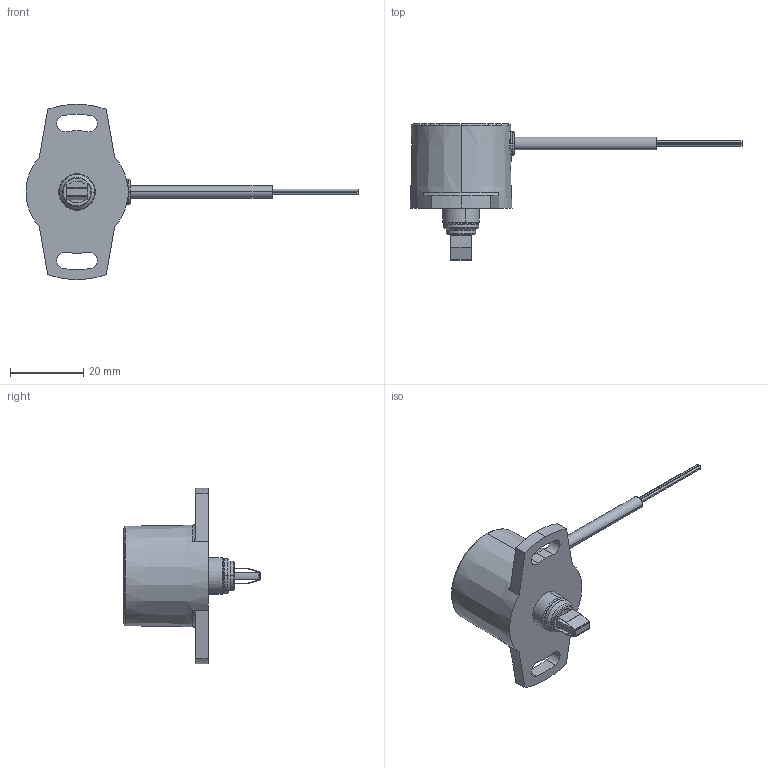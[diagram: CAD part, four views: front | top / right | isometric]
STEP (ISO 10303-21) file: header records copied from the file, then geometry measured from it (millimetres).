
FILE_DESCRIPTION (( 'STEP AP214' ), '1' );
FILE_NAME ('RSC_Welle_D_IP65~04ID.STEP', '2005-12-15T09:05:03', ( 'novotechnik' ), ( 'novotechnik' ), 'SwSTEP 2.0', 'SolidWorks 2005235', '' );
FILE_SCHEMA (( 'AUTOMOTIVE_DESIGN' ));
Length unit declared in the file: millimetre
Products named in the file (12): Passring~00ID_Standard; Pressring_dicht~00ID_Standard; Zylstift~06ID_Standard; O-Ring~00ID_Standard; Typenschild~00ID_Standard; Kabel~06ID_Standard<Zeichnungsansicht>; Feder_der_Welle_Form_D~00ID_Standard; Welle_Form_D~01ID_Standard; RSC_Welle_D_IP65~04ID; Gehäuse~08ID_Standard; Buchse~06ID_Standard; Gehäuse_kpl.~07ID_Standard
Assembly tree (11 placements, depth 3):
  RSC_Welle_D_IP65~04ID
    Welle_Form_D~01ID_Standard
    O-Ring~00ID_Standard
    Feder_der_Welle_Form_D~00ID_Standard
    Pressring_dicht~00ID_Standard
    Typenschild~00ID_Standard
    Kabel~06ID_Standard<Zeichnungsansicht>
    Passring~00ID_Standard
    Gehäuse_kpl.~07ID_Standard
      Zylstift~06ID_Standard
      Gehäuse~08ID_Standard
      Buchse~06ID_Standard
Bounding box: 90.82 x 37.41 x 48 mm (x, y, z)
Volume: 15920.6 mm3; surface area: 7361 mm2
Topology: 10 solids, 10 shells, 176 faces, 396 edges, 246 vertices
Faces by surface type: cylinder 67, plane 58, cone 25, torus 13, bspline 13
Entity records: 7396 total; most frequent: CARTESIAN_POINT 3003, DIRECTION 890, ORIENTED_EDGE 792, EDGE_CURVE 396, AXIS2_PLACEMENT_3D 369, VERTEX_POINT 246, EDGE_LOOP 194, CIRCLE 191
